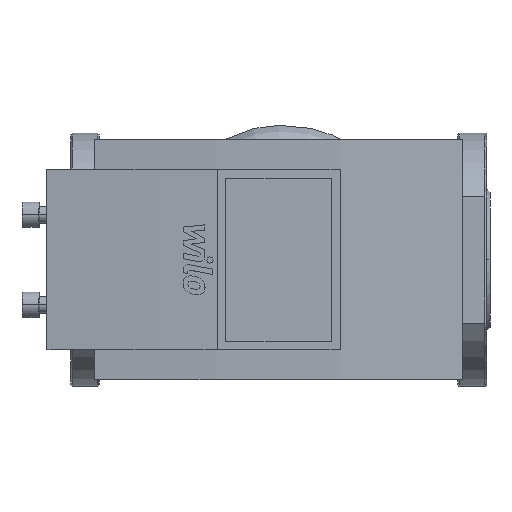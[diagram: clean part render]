
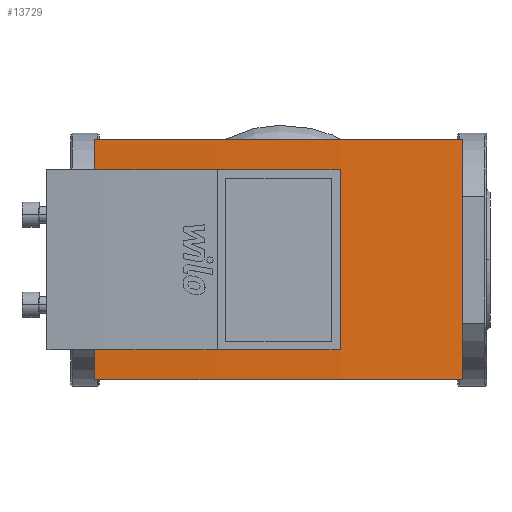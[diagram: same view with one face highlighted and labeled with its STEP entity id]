
A CAD part, front view. The second image highlights one B-rep face of the part: STEP entity #13729.
In plain terms, the highlighted free-form (B-spline) face has degree [1, 2] with [2, 9] control points.
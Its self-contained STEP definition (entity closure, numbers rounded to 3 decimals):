
#13633=CARTESIAN_POINT('',(234.0,-306.843,-71.));
#13634=VERTEX_POINT('',#13633);
#13641=CARTESIAN_POINT('',(16.,-306.843,-71.));
#13642=VERTEX_POINT('',#13641);
#13643=CARTESIAN_POINT('',(125.,842.4,-71.));
#13644=DIRECTION('',(0.,0.,-1.));
#13645=DIRECTION('',(-0.094,0.996,0.));
#13646=AXIS2_PLACEMENT_3D('',#13643,#13644,#13645);
#13647=CIRCLE('',#13646,1154.4);
#13648=EDGE_CURVE('',#13634,#13642,#13647,.T.);
#13665=CARTESIAN_POINT('',(16.,-306.843,71.));
#13666=VERTEX_POINT('',#13665);
#13675=CARTESIAN_POINT('',(16.,-306.843,71.));
#13676=DIRECTION('',(0.0,0.0,-1.0));
#13677=VECTOR('',#13676,142.0);
#13678=LINE('',#13675,#13677);
#13679=EDGE_CURVE('',#13666,#13642,#13678,.T.);
#13684=CARTESIAN_POINT('',(234.,-306.843,-71.));
#13685=CARTESIAN_POINT('',(234.,-306.843,71.));
#13686=CARTESIAN_POINT('',(-915.243,-415.843,-71.));
#13687=CARTESIAN_POINT('',(-915.243,-415.843,71.));
#13688=CARTESIAN_POINT('',(-1024.243,733.4,-71.));
#13689=CARTESIAN_POINT('',(-1024.243,733.4,71.));
#13690=CARTESIAN_POINT('',(-1133.243,1882.643,-71.));
#13691=CARTESIAN_POINT('',(-1133.243,1882.643,71.));
#13692=CARTESIAN_POINT('',(16.,1991.643,-71.));
#13693=CARTESIAN_POINT('',(16.,1991.643,71.));
#13694=CARTESIAN_POINT('',(1165.243,2100.643,-71.));
#13695=CARTESIAN_POINT('',(1165.243,2100.643,71.));
#13696=CARTESIAN_POINT('',(1274.243,951.4,-71.));
#13697=CARTESIAN_POINT('',(1274.243,951.4,71.));
#13698=CARTESIAN_POINT('',(1383.243,-197.843,-71.0));
#13699=CARTESIAN_POINT('',(1383.243,-197.843,71.0));
#13700=CARTESIAN_POINT('',(234.,-306.843,-71.));
#13701=CARTESIAN_POINT('',(234.,-306.843,71.));
#13709=(BOUNDED_SURFACE()B_SPLINE_SURFACE(1,2,((#13684,#13686,#13688,#13690,#13692,#13694,#13696,#13698,#13700),(#13685,#13687,#13689,#13691,#13693,#13695,#13697,#13699,#13701)),.UNSPECIFIED.,.F.,.T.,.U.)B_SPLINE_SURFACE_WITH_KNOTS((2,2),(3,2,2,2,3),(-0.062,0.062),(0.0,1813.327,3626.655,5439.982,7253.309),.UNSPECIFIED.)GEOMETRIC_REPRESENTATION_ITEM()RATIONAL_B_SPLINE_SURFACE(((1.0,0.707,1.0,0.707,1.0,0.707,1.0,0.707,1.0),(1.0,0.707,1.0,0.707,1.0,0.707,1.0,0.707,1.0)))REPRESENTATION_ITEM('')SURFACE());
#13710=CARTESIAN_POINT('',(234.0,-306.843,71.));
#13711=VERTEX_POINT('',#13710);
#13712=CARTESIAN_POINT('',(125.,842.4,71.));
#13713=DIRECTION('',(0.,0.,1.));
#13714=DIRECTION('',(-0.094,0.996,0.));
#13715=AXIS2_PLACEMENT_3D('',#13712,#13713,#13714);
#13716=CIRCLE('',#13715,1154.4);
#13717=EDGE_CURVE('',#13666,#13711,#13716,.T.);
#13718=ORIENTED_EDGE('',*,*,#13717,.F.);
#13719=ORIENTED_EDGE('',*,*,#13679,.T.);
#13720=ORIENTED_EDGE('',*,*,#13648,.F.);
#13721=CARTESIAN_POINT('',(234.0,-306.843,71.));
#13722=DIRECTION('',(0.0,0.0,-1.0));
#13723=VECTOR('',#13722,142.0);
#13724=LINE('',#13721,#13723);
#13725=EDGE_CURVE('',#13711,#13634,#13724,.T.);
#13726=ORIENTED_EDGE('',*,*,#13725,.F.);
#13727=EDGE_LOOP('',(#13718,#13719,#13720,#13726));
#13728=FACE_OUTER_BOUND('',#13727,.T.);
#13729=ADVANCED_FACE('',(#13728),#13709,.T.);
